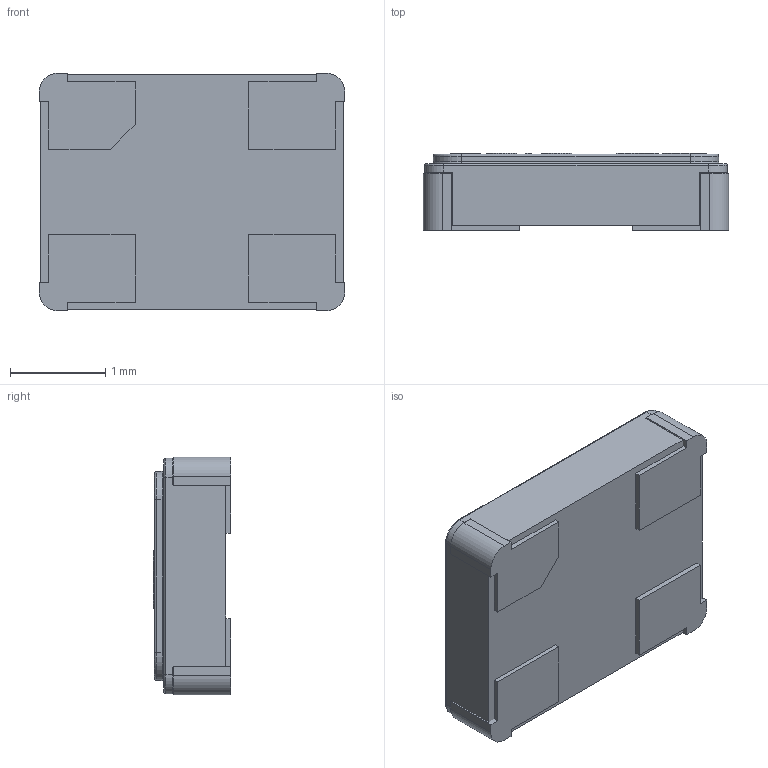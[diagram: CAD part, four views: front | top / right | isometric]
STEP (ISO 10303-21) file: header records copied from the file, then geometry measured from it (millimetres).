
FILE_DESCRIPTION (( 'STEP AP214' ), '1' );
FILE_NAME ('User Library-GeyerElectronics_KX7.STEP', '2017-07-15T15:07:23', ( 'Windows User' ), ( '' ), 'SwSTEP 2.0', 'SolidWorks 2017', '' );
FILE_SCHEMA (( 'AUTOMOTIVE_DESIGN' ));
Length unit declared in the file: millimetre
Products named in the file (1): User Library-GeyerElectronics_KX7
Bounding box: 3.21 x 0.81 x 2.5 mm (x, y, z)
Volume: 6 mm3; surface area: 30.3 mm2
Topology: 4 solids, 4 shells, 185 faces, 475 edges, 308 vertices
Faces by surface type: plane 102, bspline 41, cylinder 30, torus 12
Entity records: 10076 total; most frequent: CARTESIAN_POINT 3716, ORIENTED_EDGE 950, DIRECTION 748, EDGE_CURVE 475, VECTOR 316, LINE 316, VERTEX_POINT 308, AXIS2_PLACEMENT_3D 216
